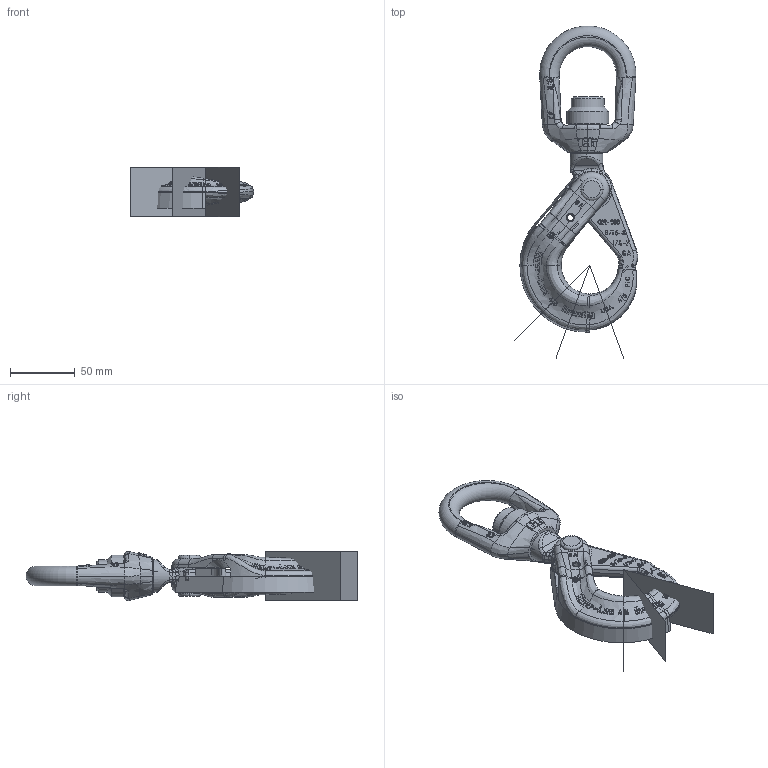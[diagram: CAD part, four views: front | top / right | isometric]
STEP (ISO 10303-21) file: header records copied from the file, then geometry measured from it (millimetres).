
FILE_DESCRIPTION((''),'2;1');
FILE_NAME('CROSBY_S-13326_7-8MM_1004413','2013-07-03T',('Alan Doughty'),('The Crosby Group LLC'),'PRO/ENGINEER BY PARAMETRIC TECHNOLOGY CORPORATION, 2013040','PRO/ENGINEER BY PARAMETRIC TECHNOLOGY CORPORATION, 2013040','');
FILE_SCHEMA(('AUTOMOTIVE_DESIGN { 1 0 10303 214 1 1 1 1 }'));
Products named in the file (1): CROSBY_S-13326_7-8MM_1004413
Bounding box: 95.45 x 257.02 x 38.1 mm (x, y, z)
Volume: 177414.9 mm3; surface area: 61227.2 mm2
Topology: 2 solids, 7 shells, 1254 faces, 3256 edges, 2094 vertices
Faces by surface type: plane 560, bspline 292, extrusion 213, cylinder 105, torus 44, cone 40
Entity records: 66212 total; most frequent: CARTESIAN_POINT 28472, ORIENTED_EDGE 6488, DIRECTION 3701, PRESENTATION_STYLE_ASSIGNMENT 3332, STYLED_ITEM 3263, CURVE_STYLE 3256, EDGE_CURVE 3256, VERTEX_POINT 2094
